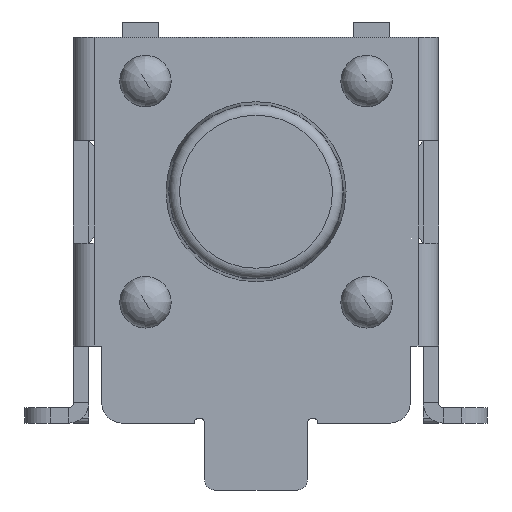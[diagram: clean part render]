
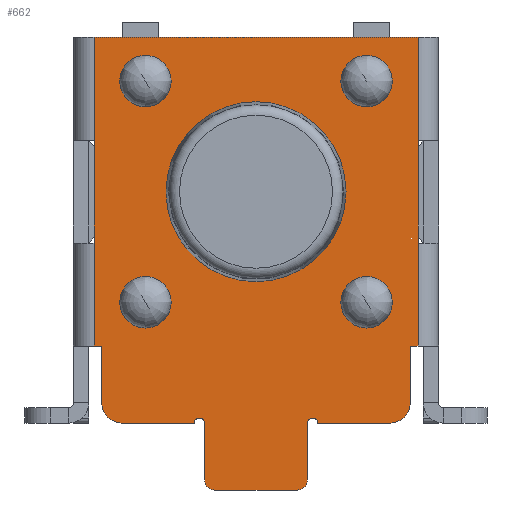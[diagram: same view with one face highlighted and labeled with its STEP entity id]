
A CAD part, front view. The second image highlights one B-rep face of the part: STEP entity #662.
In plain terms, the highlighted planar face has unit normal (0, -1, 0).
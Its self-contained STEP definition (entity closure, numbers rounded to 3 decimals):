
#662=ADVANCED_FACE('',(#2834,#2836,#2838,#2840,#2842,#2844),#2846,.T.);
#2834=FACE_BOUND('',#2835,.T.);
#2835=EDGE_LOOP('',(#4133,#4134,#4135,#4136,#4137,#4138,#4139,#4140,#4141,#4142,
#4143,#4144,#4145,#4146,#4147,#4148,#4149,#4150,#4151,#4152,#4153,#4154));
#2836=FACE_BOUND('',#2837,.T.);
#2837=EDGE_LOOP('',(#4155));
#2838=FACE_BOUND('',#2839,.T.);
#2839=EDGE_LOOP('',(#4156));
#2840=FACE_BOUND('',#2841,.T.);
#2841=EDGE_LOOP('',(#4157));
#2842=FACE_BOUND('',#2843,.T.);
#2843=EDGE_LOOP('',(#4158));
#2844=FACE_BOUND('',#2845,.T.);
#2845=EDGE_LOOP('',(#4159));
#2846=PLANE('',#2847);
#2847=AXIS2_PLACEMENT_3D('',#2848,#2849,#2850);
#2848=CARTESIAN_POINT('',(0.,0.,0.));
#2849=DIRECTION('',(0.,-1.,0.));
#2850=DIRECTION('',(1.,0.,0.));
#4133=ORIENTED_EDGE('',*,*,#4947,.T.);
#4134=ORIENTED_EDGE('',*,*,#4948,.T.);
#4135=ORIENTED_EDGE('',*,*,#4949,.T.);
#4136=ORIENTED_EDGE('',*,*,#4950,.T.);
#4137=ORIENTED_EDGE('',*,*,#4951,.T.);
#4138=ORIENTED_EDGE('',*,*,#4952,.T.);
#4139=ORIENTED_EDGE('',*,*,#4953,.T.);
#4140=ORIENTED_EDGE('',*,*,#4954,.T.);
#4141=ORIENTED_EDGE('',*,*,#4955,.T.);
#4142=ORIENTED_EDGE('',*,*,#4956,.T.);
#4143=ORIENTED_EDGE('',*,*,#4957,.T.);
#4144=ORIENTED_EDGE('',*,*,#4958,.T.);
#4145=ORIENTED_EDGE('',*,*,#4959,.T.);
#4146=ORIENTED_EDGE('',*,*,#4960,.T.);
#4147=ORIENTED_EDGE('',*,*,#4961,.T.);
#4148=ORIENTED_EDGE('',*,*,#4962,.T.);
#4149=ORIENTED_EDGE('',*,*,#4963,.T.);
#4150=ORIENTED_EDGE('',*,*,#4964,.T.);
#4151=ORIENTED_EDGE('',*,*,#4965,.T.);
#4152=ORIENTED_EDGE('',*,*,#4966,.T.);
#4153=ORIENTED_EDGE('',*,*,#4967,.T.);
#4154=ORIENTED_EDGE('',*,*,#4968,.T.);
#4155=ORIENTED_EDGE('',*,*,#4969,.T.);
#4156=ORIENTED_EDGE('',*,*,#4970,.T.);
#4157=ORIENTED_EDGE('',*,*,#4971,.T.);
#4158=ORIENTED_EDGE('',*,*,#4972,.T.);
#4159=ORIENTED_EDGE('',*,*,#4973,.T.);
#4947=EDGE_CURVE('',#5510,#5511,#5512,.F.);
#4948=EDGE_CURVE('',#5511,#5513,#5514,.T.);
#4949=EDGE_CURVE('',#5513,#5515,#5516,.T.);
#4950=EDGE_CURVE('',#5515,#5517,#5518,.T.);
#4951=EDGE_CURVE('',#5517,#5519,#5520,.F.);
#4952=EDGE_CURVE('',#5519,#5521,#5522,.T.);
#4953=EDGE_CURVE('',#5521,#5523,#5524,.T.);
#4954=EDGE_CURVE('',#5523,#5525,#5526,.T.);
#4955=EDGE_CURVE('',#5525,#5527,#5528,.T.);
#4956=EDGE_CURVE('',#5527,#5529,#5530,.T.);
#4957=EDGE_CURVE('',#5529,#5531,#5532,.T.);
#4958=EDGE_CURVE('',#5531,#5533,#5534,.T.);
#4959=EDGE_CURVE('',#5533,#5535,#5536,.T.);
#4960=EDGE_CURVE('',#5535,#5537,#5538,.T.);
#4961=EDGE_CURVE('',#5537,#5539,#5540,.T.);
#4962=EDGE_CURVE('',#5539,#5541,#5542,.T.);
#4963=EDGE_CURVE('',#5541,#5543,#5544,.T.);
#4964=EDGE_CURVE('',#5543,#5545,#5546,.T.);
#4965=EDGE_CURVE('',#5545,#5547,#5548,.T.);
#4966=EDGE_CURVE('',#5547,#5549,#5550,.T.);
#4967=EDGE_CURVE('',#5549,#5551,#5552,.T.);
#4968=EDGE_CURVE('',#5551,#5510,#5553,.T.);
#4969=EDGE_CURVE('',#5554,#5554,#5555,.F.);
#4970=EDGE_CURVE('',#5556,#5556,#5557,.F.);
#4971=EDGE_CURVE('',#5558,#5558,#5559,.F.);
#4972=EDGE_CURVE('',#5560,#5560,#5561,.F.);
#4973=EDGE_CURVE('',#5562,#5562,#5563,.F.);
#5510=VERTEX_POINT('',#6574);
#5511=VERTEX_POINT('',#6575);
#5512=LINE('',#6576,#6577);
#5513=VERTEX_POINT('',#6579);
#5514=LINE('',#6580,#6581);
#5515=VERTEX_POINT('',#6583);
#5516=LINE('',#6584,#6585);
#5517=VERTEX_POINT('',#6587);
#5518=LINE('',#6588,#6589);
#5519=VERTEX_POINT('',#6591);
#5520=LINE('',#6592,#6593);
#5521=VERTEX_POINT('',#6595);
#5522=LINE('',#6596,#6597);
#5523=VERTEX_POINT('',#6599);
#5524=LINE('',#6600,#6601);
#5525=VERTEX_POINT('',#6603);
#5526=LINE('',#6604,#6605);
#5527=VERTEX_POINT('',#6607);
#5528=CIRCLE('',#6608,0.4);
#5529=VERTEX_POINT('',#6612);
#5530=LINE('',#6613,#6614);
#5531=VERTEX_POINT('',#6616);
#5532=CIRCLE('',#6617,0.1);
#5533=VERTEX_POINT('',#6621);
#5534=LINE('',#6622,#6623);
#5535=VERTEX_POINT('',#6625);
#5536=CIRCLE('',#6626,0.2);
#5537=VERTEX_POINT('',#6630);
#5538=LINE('',#6631,#6632);
#5539=VERTEX_POINT('',#6634);
#5540=CIRCLE('',#6635,0.2);
#5541=VERTEX_POINT('',#6639);
#5542=LINE('',#6640,#6641);
#5543=VERTEX_POINT('',#6643);
#5544=CIRCLE('',#6644,0.1);
#5545=VERTEX_POINT('',#6648);
#5546=LINE('',#6649,#6650);
#5547=VERTEX_POINT('',#6652);
#5548=CIRCLE('',#6653,0.4);
#5549=VERTEX_POINT('',#6657);
#5550=LINE('',#6658,#6659);
#5551=VERTEX_POINT('',#6661);
#5552=LINE('',#6662,#6663);
#5553=LINE('',#6665,#6666);
#5554=VERTEX_POINT('',#6668);
#5555=CIRCLE('',#6669,0.4);
#5556=VERTEX_POINT('',#6673);
#5557=CIRCLE('',#6674,0.4);
#5558=VERTEX_POINT('',#6678);
#5559=CIRCLE('',#6679,0.4);
#5560=VERTEX_POINT('',#6683);
#5561=CIRCLE('',#6684,0.4);
#5562=VERTEX_POINT('',#6688);
#5563=CIRCLE('',#6689,1.75);
#6574=CARTESIAN_POINT('',(3.15,0.,3.5));
#6575=CARTESIAN_POINT('',(3.15,0.,5.5));
#6576=CARTESIAN_POINT('',(3.15,0.,5.5));
#6577=VECTOR('',#6578,1.);
#6578=DIRECTION('',(0.,0.,-1.));
#6579=CARTESIAN_POINT('',(3.15,0.,7.5));
#6580=CARTESIAN_POINT('',(3.15,0.,5.5));
#6581=VECTOR('',#6582,1.);
#6582=DIRECTION('',(0.,0.,1.));
#6583=CARTESIAN_POINT('',(-3.15,0.,7.5));
#6584=CARTESIAN_POINT('',(3.15,0.,7.5));
#6585=VECTOR('',#6586,1.);
#6586=DIRECTION('',(-1.,0.,0.));
#6587=CARTESIAN_POINT('',(-3.15,0.,5.5));
#6588=CARTESIAN_POINT('',(-3.15,0.,7.5));
#6589=VECTOR('',#6590,1.);
#6590=DIRECTION('',(0.,0.,-1.));
#6591=CARTESIAN_POINT('',(-3.15,0.,3.5));
#6592=CARTESIAN_POINT('',(-3.15,0.,3.5));
#6593=VECTOR('',#6594,1.);
#6594=DIRECTION('',(0.,0.,1.));
#6595=CARTESIAN_POINT('',(-3.15,0.,1.5));
#6596=CARTESIAN_POINT('',(-3.15,0.,3.5));
#6597=VECTOR('',#6598,1.);
#6598=DIRECTION('',(0.,0.,-1.));
#6599=CARTESIAN_POINT('',(-3.,0.,1.5));
#6600=CARTESIAN_POINT('',(-3.15,0.,1.5));
#6601=VECTOR('',#6602,1.);
#6602=DIRECTION('',(1.,0.,0.));
#6603=CARTESIAN_POINT('',(-3.,0.,0.4));
#6604=CARTESIAN_POINT('',(-3.,0.,1.5));
#6605=VECTOR('',#6606,1.);
#6606=DIRECTION('',(0.,0.,-1.));
#6607=CARTESIAN_POINT('',(-2.6,0.,0.));
#6608=AXIS2_PLACEMENT_3D('',#6609,#6610,#6611);
#6609=CARTESIAN_POINT('',(-2.6,0.,0.4));
#6610=DIRECTION('',(0.,-1.,0.));
#6611=DIRECTION('',(-1.,0.,0.));
#6612=CARTESIAN_POINT('',(-1.2,0.,0.));
#6613=CARTESIAN_POINT('',(-2.6,0.,0.));
#6614=VECTOR('',#6615,1.);
#6615=DIRECTION('',(1.,0.,0.));
#6616=CARTESIAN_POINT('',(-1.,0.,0.));
#6617=AXIS2_PLACEMENT_3D('',#6618,#6619,#6620);
#6618=CARTESIAN_POINT('',(-1.1,0.,0.));
#6619=DIRECTION('',(0.,1.,0.));
#6620=DIRECTION('',(-1.,0.,0.));
#6621=CARTESIAN_POINT('',(-1.,0.,-1.1));
#6622=CARTESIAN_POINT('',(-1.,0.,0.));
#6623=VECTOR('',#6624,1.);
#6624=DIRECTION('',(0.,0.,-1.));
#6625=CARTESIAN_POINT('',(-0.8,0.,-1.3));
#6626=AXIS2_PLACEMENT_3D('',#6627,#6628,#6629);
#6627=CARTESIAN_POINT('',(-0.8,0.,-1.1));
#6628=DIRECTION('',(0.,-1.,0.));
#6629=DIRECTION('',(-1.,0.,0.));
#6630=CARTESIAN_POINT('',(0.8,0.,-1.3));
#6631=CARTESIAN_POINT('',(-0.8,0.,-1.3));
#6632=VECTOR('',#6633,1.);
#6633=DIRECTION('',(1.,0.,0.));
#6634=CARTESIAN_POINT('',(1.,0.,-1.1));
#6635=AXIS2_PLACEMENT_3D('',#6636,#6637,#6638);
#6636=CARTESIAN_POINT('',(0.8,0.,-1.1));
#6637=DIRECTION('',(0.,-1.,0.));
#6638=DIRECTION('',(0.,0.,-1.));
#6639=CARTESIAN_POINT('',(1.,0.,0.));
#6640=CARTESIAN_POINT('',(1.,0.,-1.1));
#6641=VECTOR('',#6642,1.);
#6642=DIRECTION('',(0.,0.,1.));
#6643=CARTESIAN_POINT('',(1.2,0.,0.));
#6644=AXIS2_PLACEMENT_3D('',#6645,#6646,#6647);
#6645=CARTESIAN_POINT('',(1.1,0.,0.));
#6646=DIRECTION('',(0.,1.,0.));
#6647=DIRECTION('',(-1.,0.,0.));
#6648=CARTESIAN_POINT('',(2.6,0.,0.));
#6649=CARTESIAN_POINT('',(1.2,0.,0.));
#6650=VECTOR('',#6651,1.);
#6651=DIRECTION('',(1.,0.,0.));
#6652=CARTESIAN_POINT('',(3.,0.,0.4));
#6653=AXIS2_PLACEMENT_3D('',#6654,#6655,#6656);
#6654=CARTESIAN_POINT('',(2.6,0.,0.4));
#6655=DIRECTION('',(0.,-1.,0.));
#6656=DIRECTION('',(0.,0.,-1.));
#6657=CARTESIAN_POINT('',(3.,0.,1.5));
#6658=CARTESIAN_POINT('',(3.,0.,0.4));
#6659=VECTOR('',#6660,1.);
#6660=DIRECTION('',(0.,0.,1.));
#6661=CARTESIAN_POINT('',(3.15,0.,1.5));
#6662=CARTESIAN_POINT('',(3.,0.,1.5));
#6663=VECTOR('',#6664,1.);
#6664=DIRECTION('',(1.,0.,0.));
#6665=CARTESIAN_POINT('',(3.15,0.,1.5));
#6666=VECTOR('',#6667,1.);
#6667=DIRECTION('',(0.,0.,1.));
#6668=CARTESIAN_POINT('',(-1.75,0.,2.35));
#6669=AXIS2_PLACEMENT_3D('',#6670,#6671,#6672);
#6670=CARTESIAN_POINT('',(-2.15,0.,2.35));
#6671=DIRECTION('',(0.,-1.,0.));
#6672=DIRECTION('',(1.,0.,0.));
#6673=CARTESIAN_POINT('',(2.55,0.,2.35));
#6674=AXIS2_PLACEMENT_3D('',#6675,#6676,#6677);
#6675=CARTESIAN_POINT('',(2.15,0.,2.35));
#6676=DIRECTION('',(0.,-1.,0.));
#6677=DIRECTION('',(1.,0.,0.));
#6678=CARTESIAN_POINT('',(2.55,0.,6.65));
#6679=AXIS2_PLACEMENT_3D('',#6680,#6681,#6682);
#6680=CARTESIAN_POINT('',(2.15,0.,6.65));
#6681=DIRECTION('',(0.,-1.,0.));
#6682=DIRECTION('',(1.,0.,0.));
#6683=CARTESIAN_POINT('',(-1.75,0.,6.65));
#6684=AXIS2_PLACEMENT_3D('',#6685,#6686,#6687);
#6685=CARTESIAN_POINT('',(-2.15,0.,6.65));
#6686=DIRECTION('',(0.,-1.,0.));
#6687=DIRECTION('',(1.,0.,0.));
#6688=CARTESIAN_POINT('',(1.75,0.,4.5));
#6689=AXIS2_PLACEMENT_3D('',#6690,#6691,#6692);
#6690=CARTESIAN_POINT('',(0.,0.,4.5));
#6691=DIRECTION('',(0.,-1.,0.));
#6692=DIRECTION('',(1.,0.,0.));
